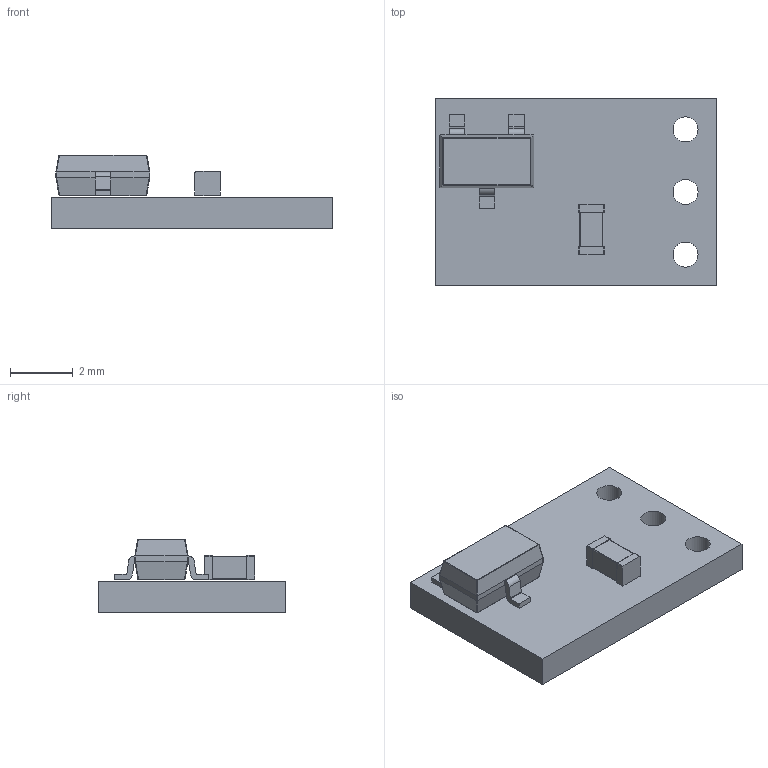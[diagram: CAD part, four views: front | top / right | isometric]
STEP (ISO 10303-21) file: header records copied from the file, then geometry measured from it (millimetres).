
FILE_DESCRIPTION(('KiCad electronic assembly'),'2;1');
FILE_NAME('AS-V20_AS-M15_simple.step','2021-03-14T19:11:28',('An Author' ),('A Company'),'Open CASCADE STEP processor 6.9', 'KiCad to STEP converter','Unknown');
FILE_SCHEMA(('AUTOMOTIVE_DESIGN { 1 0 10303 214 1 1 1 1 }'));
Length unit declared in the file: millimetre
Products named in the file (6): Open CASCADE STEP translator 6.9 1; CAP0603; SOLID; SOT23W_[SOT95P280X135-3M]; COMPOUND
Assembly tree (5 placements, depth 3):
  Open CASCADE STEP translator 6.9 1
    CAP0603
      SOLID
    SOT23W_[SOT95P280X135-3M]
      SOLID
    COMPOUND
Bounding box: 9 x 6 x 2.35 mm (x, y, z)
Volume: 59.9 mm3; surface area: 173.5 mm2
Topology: 3 solids, 3 shells, 121 faces, 311 edges, 190 vertices
Faces by surface type: plane 66, cylinder 47, sphere 8
Full cylindrical faces by diameter (mm): 0.8 x3
Entity records: 9299 total; most frequent: CARTESIAN_POINT 2406, DIRECTION 1119, LINE 685, VECTOR 685, ORIENTED_EDGE 606, PCURVE 606, DEFINITIONAL_REPRESENTATION 606, EDGE_CURVE 303
